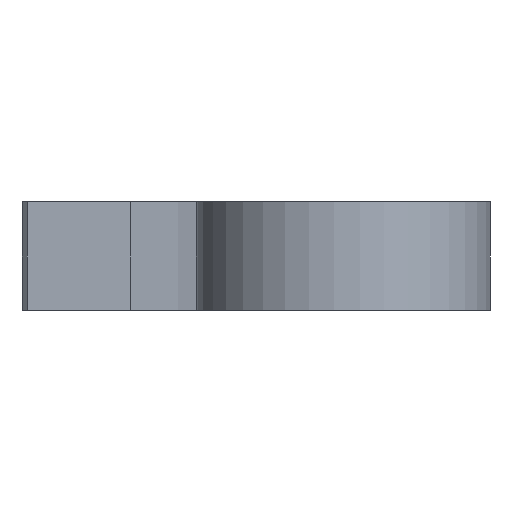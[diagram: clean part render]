
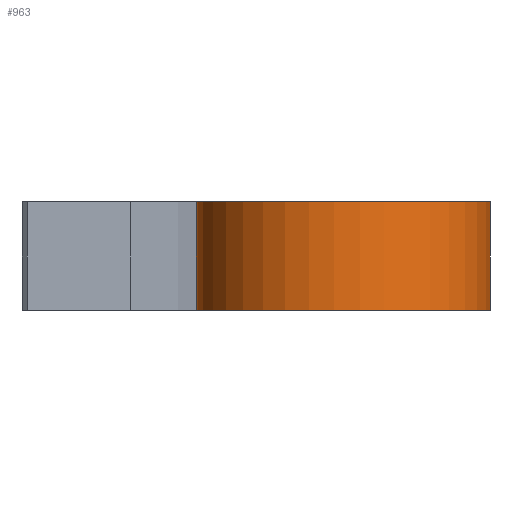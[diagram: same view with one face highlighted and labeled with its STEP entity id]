
A CAD part, left-side view. The second image highlights one B-rep face of the part: STEP entity #963.
In plain terms, the highlighted cylindrical face has radius 13.5 mm (diameter 27 mm), a partial arc.
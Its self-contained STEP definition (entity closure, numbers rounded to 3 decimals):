
#3 = DIRECTION ( 'NONE',  ( 0., 0., 1. ) ) ;
#42 = DIRECTION ( 'NONE',  ( 0., 0., 1. ) ) ;
#88 = FACE_OUTER_BOUND ( 'NONE', #498, .T. ) ;
#121 = ORIENTED_EDGE ( 'NONE', *, *, #300, .T. ) ;
#124 = CARTESIAN_POINT ( 'NONE',  ( -5.94, -18.06, -10. ) ) ;
#141 = VERTEX_POINT ( 'NONE', #258 ) ;
#182 = DIRECTION ( 'NONE',  ( 1., 0., 0. ) ) ;
#258 = CARTESIAN_POINT ( 'NONE',  ( -4.774, -10.25, 0. ) ) ;
#269 = AXIS2_PLACEMENT_3D ( 'NONE', #818, #3, #182 ) ;
#287 = CIRCLE ( 'NONE', #330, 13.5 ) ;
#290 = DIRECTION ( 'NONE',  ( 0., 0., 1. ) ) ;
#300 = EDGE_CURVE ( 'NONE', #671, #1127, #287, .T. ) ;
#318 = DIRECTION ( 'NONE',  ( 1., 0., 0. ) ) ;
#330 = AXIS2_PLACEMENT_3D ( 'NONE', #787, #42, #318 ) ;
#386 = AXIS2_PLACEMENT_3D ( 'NONE', #1066, #706, #879 ) ;
#397 = ORIENTED_EDGE ( 'NONE', *, *, #561, .T. ) ;
#446 = EDGE_CURVE ( 'NONE', #671, #141, #609, .T. ) ;
#457 = CARTESIAN_POINT ( 'NONE',  ( -5.94, -18.06, -10. ) ) ;
#482 = EDGE_CURVE ( 'NONE', #141, #692, #1022, .T. ) ;
#498 = EDGE_LOOP ( 'NONE', ( #857, #750, #121, #397 ) ) ;
#521 = CARTESIAN_POINT ( 'NONE',  ( -4.774, -10.25, -10. ) ) ;
#556 = CARTESIAN_POINT ( 'NONE',  ( -4.774, -10.25, -10. ) ) ;
#561 = EDGE_CURVE ( 'NONE', #1127, #692, #923, .T. ) ;
#587 = CARTESIAN_POINT ( 'NONE',  ( -5.94, -18.06, 0. ) ) ;
#609 = LINE ( 'NONE', #521, #780 ) ;
#671 = VERTEX_POINT ( 'NONE', #556 ) ;
#692 = VERTEX_POINT ( 'NONE', #587 ) ;
#706 = DIRECTION ( 'NONE',  ( 0., 0., 1. ) ) ;
#750 = ORIENTED_EDGE ( 'NONE', *, *, #446, .F. ) ;
#780 = VECTOR ( 'NONE', #1169, 1000. ) ;
#787 = CARTESIAN_POINT ( 'NONE',  ( -18.125, -12.25, -10. ) ) ;
#791 = CYLINDRICAL_SURFACE ( 'NONE', #386, 13.5 ) ;
#818 = CARTESIAN_POINT ( 'NONE',  ( -18.125, -12.25, 0. ) ) ;
#857 = ORIENTED_EDGE ( 'NONE', *, *, #482, .F. ) ;
#879 = DIRECTION ( 'NONE',  ( 1., 0., 0. ) ) ;
#923 = LINE ( 'NONE', #124, #1041 ) ;
#963 = ADVANCED_FACE ( 'NONE', ( #88 ), #791, .T. ) ;
#1022 = CIRCLE ( 'NONE', #269, 13.5 ) ;
#1041 = VECTOR ( 'NONE', #290, 1000. ) ;
#1066 = CARTESIAN_POINT ( 'NONE',  ( -18.125, -12.25, -10. ) ) ;
#1127 = VERTEX_POINT ( 'NONE', #457 ) ;
#1169 = DIRECTION ( 'NONE',  ( 0., 0., 1. ) ) ;
